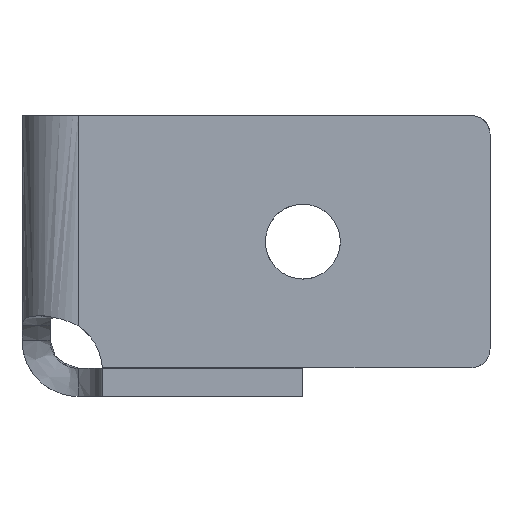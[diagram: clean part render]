
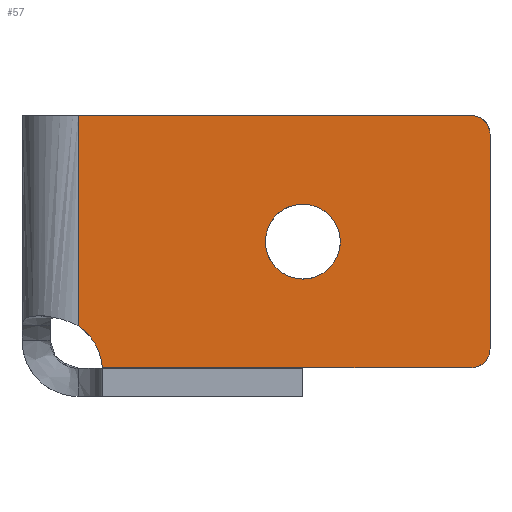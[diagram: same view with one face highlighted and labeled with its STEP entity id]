
A CAD part, left-side view. The second image highlights one B-rep face of the part: STEP entity #57.
In plain terms, the highlighted free-form (B-spline) face has degree [1, 1] with [2, 2] control points.
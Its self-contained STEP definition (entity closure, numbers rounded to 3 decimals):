
#21 = EDGE_CURVE('',#22,#24,#26,.T.);
#22 = VERTEX_POINT('',#23);
#23 = CARTESIAN_POINT('',(0.,-19.149,
    4.855));
#24 = VERTEX_POINT('',#25);
#25 = CARTESIAN_POINT('',(0.,-17.234,
    2.94));
#26 = ( BOUNDED_CURVE() B_SPLINE_CURVE(2,(#27,#28,#29),.UNSPECIFIED.,.F.
,.F.) B_SPLINE_CURVE_WITH_KNOTS((3,3),(-0.785,0.785),
.PIECEWISE_BEZIER_KNOTS.) CURVE() GEOMETRIC_REPRESENTATION_ITEM() 
RATIONAL_B_SPLINE_CURVE((1.,0.707,1.)) REPRESENTATION_ITEM('') 
  );
#27 = CARTESIAN_POINT('',(0.,-19.149,
    4.855));
#28 = CARTESIAN_POINT('',(0.,-19.149,
    2.94));
#29 = CARTESIAN_POINT('',(0.,-17.234,
    2.94));
#57 = ADVANCED_FACE('',(#58,#103),#119,.T.);
#58 = FACE_BOUND('',#59,.T.);
#59 = EDGE_LOOP('',(#60,#61,#68,#76,#83,#90,#98));
#60 = ORIENTED_EDGE('',*,*,#21,.F.);
#61 = ORIENTED_EDGE('',*,*,#62,.T.);
#62 = EDGE_CURVE('',#22,#63,#65,.T.);
#63 = VERTEX_POINT('',#64);
#64 = CARTESIAN_POINT('',(0.,-19.149,
    26.808));
#65 = B_SPLINE_CURVE_WITH_KNOTS('',1,(#66,#67),.UNSPECIFIED.,.F.,.F.,(2,
    2),(-0.093,2.2),.PIECEWISE_BEZIER_KNOTS.);
#66 = CARTESIAN_POINT('',(0.,-19.149,
    4.855));
#67 = CARTESIAN_POINT('',(0.,-19.149,
    26.808));
#68 = ORIENTED_EDGE('',*,*,#69,.F.);
#69 = EDGE_CURVE('',#70,#63,#72,.T.);
#70 = VERTEX_POINT('',#71);
#71 = CARTESIAN_POINT('',(0.,-17.234,
    28.723));
#72 = ( BOUNDED_CURVE() B_SPLINE_CURVE(2,(#73,#74,#75),.UNSPECIFIED.,.F.
,.F.) B_SPLINE_CURVE_WITH_KNOTS((3,3),(-0.785,0.785),
.PIECEWISE_BEZIER_KNOTS.) CURVE() GEOMETRIC_REPRESENTATION_ITEM() 
RATIONAL_B_SPLINE_CURVE((1.,0.707,1.)) REPRESENTATION_ITEM('') 
  );
#73 = CARTESIAN_POINT('',(0.,-17.234,
    28.723));
#74 = CARTESIAN_POINT('',(0.,-19.149,
    28.723));
#75 = CARTESIAN_POINT('',(0.,-19.149,
    26.808));
#76 = ORIENTED_EDGE('',*,*,#77,.F.);
#77 = EDGE_CURVE('',#78,#70,#80,.T.);
#78 = VERTEX_POINT('',#79);
#79 = CARTESIAN_POINT('',(0.,22.979,28.723));
#80 = B_SPLINE_CURVE_WITH_KNOTS('',1,(#81,#82),.UNSPECIFIED.,.F.,.F.,(2,
    2),(0.679,4.879),.PIECEWISE_BEZIER_KNOTS.);
#81 = CARTESIAN_POINT('',(0.,22.979,
    28.723));
#82 = CARTESIAN_POINT('',(0.,-17.234,
    28.723));
#83 = ORIENTED_EDGE('',*,*,#84,.T.);
#84 = EDGE_CURVE('',#78,#85,#87,.T.);
#85 = VERTEX_POINT('',#86);
#86 = CARTESIAN_POINT('',(0.,22.979,
    7.234));
#87 = B_SPLINE_CURVE_WITH_KNOTS('',1,(#88,#89),.UNSPECIFIED.,.F.,.F.,(2,
    2),(-1.2,1.044),.PIECEWISE_BEZIER_KNOTS.);
#88 = CARTESIAN_POINT('',(0.,22.979,
    28.723));
#89 = CARTESIAN_POINT('',(0.,22.979,7.234
    ));
#90 = ORIENTED_EDGE('',*,*,#91,.F.);
#91 = EDGE_CURVE('',#92,#85,#94,.T.);
#92 = VERTEX_POINT('',#93);
#93 = CARTESIAN_POINT('',(0.,20.5,
    2.94));
#94 = ( BOUNDED_CURVE() B_SPLINE_CURVE(2,(#95,#96,#97),.UNSPECIFIED.,.F.
,.F.) B_SPLINE_CURVE_WITH_KNOTS((3,3),(-3.064,-2.172),
.PIECEWISE_BEZIER_KNOTS.) CURVE() GEOMETRIC_REPRESENTATION_ITEM() 
RATIONAL_B_SPLINE_CURVE((1.,0.902,1.)) REPRESENTATION_ITEM('') 
  );
#95 = CARTESIAN_POINT('',(0.,20.5,
    2.94));
#96 = CARTESIAN_POINT('',(0.,20.712,
    5.68));
#97 = CARTESIAN_POINT('',(0.,22.979,
    7.234));
#98 = ORIENTED_EDGE('',*,*,#99,.F.);
#99 = EDGE_CURVE('',#24,#92,#100,.T.);
#100 = B_SPLINE_CURVE_WITH_KNOTS('',1,(#101,#102),.UNSPECIFIED.,.F.,.F.,
  (2,2),(-4.2,-0.259),.PIECEWISE_BEZIER_KNOTS.);
#101 = CARTESIAN_POINT('',(0.,-17.234,
    2.94));
#102 = CARTESIAN_POINT('',(0.,20.5,
    2.94));
#103 = FACE_BOUND('',#104,.T.);
#104 = EDGE_LOOP('',(#105));
#105 = ORIENTED_EDGE('',*,*,#106,.T.);
#106 = EDGE_CURVE('',#107,#107,#109,.T.);
#107 = VERTEX_POINT('',#108);
#108 = CARTESIAN_POINT('',(0.,0.,
    12.002));
#109 = ( BOUNDED_CURVE() B_SPLINE_CURVE(2,(#110,#111,#112,#113,#114,#115
,#116,#117,#118),.UNSPECIFIED.,.T.,.F.) B_SPLINE_CURVE_WITH_KNOTS((3,2,2
    ,2,3),(-3.142,-1.571,0.,1.571,
3.142),.UNSPECIFIED.) CURVE() GEOMETRIC_REPRESENTATION_ITEM() 
RATIONAL_B_SPLINE_CURVE((1.,0.707,1.,0.707,1.,
0.707,1.,0.707,1.)) REPRESENTATION_ITEM('') );
#110 = CARTESIAN_POINT('',(0.,0.,
    12.002));
#111 = CARTESIAN_POINT('',(0.,3.83,
    12.002));
#112 = CARTESIAN_POINT('',(0.,3.83,
    15.832));
#113 = CARTESIAN_POINT('',(0.,3.83,
    19.661));
#114 = CARTESIAN_POINT('',(0.,0.,
    19.661));
#115 = CARTESIAN_POINT('',(0.,-3.83,
    19.661));
#116 = CARTESIAN_POINT('',(0.,-3.83,
    15.832));
#117 = CARTESIAN_POINT('',(0.,-3.83,
    12.002));
#118 = CARTESIAN_POINT('',(0.,0.,
    12.002));
#119 = B_SPLINE_SURFACE_WITH_KNOTS('',1,1,(
    (#120,#121)
    ,(#122,#123
    )),.UNSPECIFIED.,.F.,.F.,.F.,(2,2),(2,2),(-1.851,0.844),(
    -2.201,2.201),.PIECEWISE_BEZIER_KNOTS.);
#120 = CARTESIAN_POINT('',(0.,-19.158,
    2.93));
#121 = CARTESIAN_POINT('',(0.,22.988,
    2.93));
#122 = CARTESIAN_POINT('',(0.,-19.158,
    28.733));
#123 = CARTESIAN_POINT('',(0.,22.988,
    28.733));
